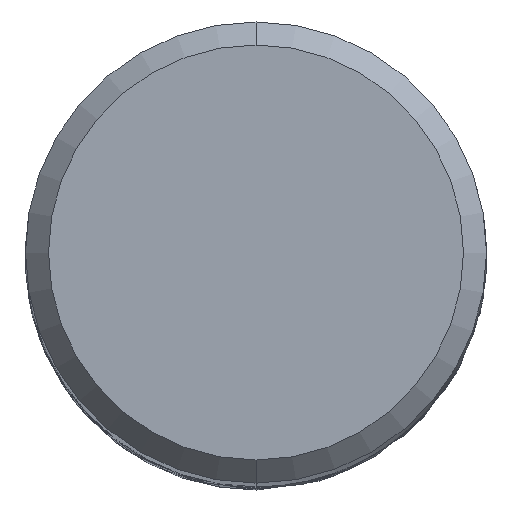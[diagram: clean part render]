
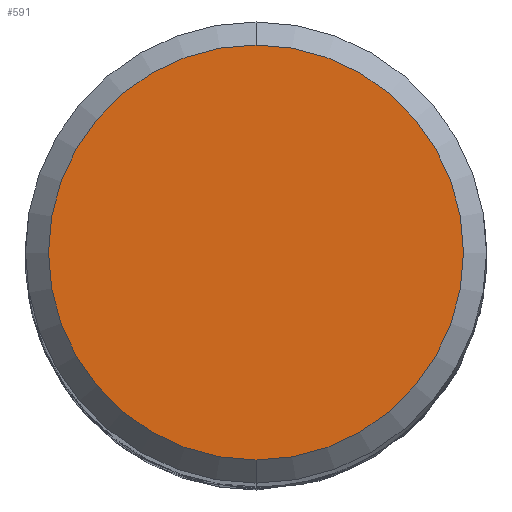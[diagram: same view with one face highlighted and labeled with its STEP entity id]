
A CAD part, top view. The second image highlights one B-rep face of the part: STEP entity #591.
In plain terms, the highlighted planar face has unit normal (0, 0, 1).
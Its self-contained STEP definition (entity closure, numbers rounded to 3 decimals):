
#333=VERTEX_POINT('',#804);
#451=EDGE_CURVE('',#601,#333,#934,.T.);
#591=ADVANCED_FACE('',(#1083),#1084,.T.);
#601=VERTEX_POINT('',#1094);
#655=EDGE_CURVE('',#333,#601,#1152,.T.);
#804=CARTESIAN_POINT('',(0.,-4.5,0.0));
#934=CIRCLE('',#3681,4.5);
#1083=FACE_OUTER_BOUND('',#4416,.T.);
#1084=PLANE('',#4417);
#1094=CARTESIAN_POINT('',(0.0,4.5,0.0));
#1152=CIRCLE('',#4787,4.5);
#3681=AXIS2_PLACEMENT_3D('',#5337,#5338,#5339);
#4416=EDGE_LOOP('',(#5464,#5465));
#4417=AXIS2_PLACEMENT_3D('',#5466,#5467,#5468);
#4787=AXIS2_PLACEMENT_3D('',#5516,#5517,#5518);
#5337=CARTESIAN_POINT('',(0.0,0.0,0.0));
#5338=DIRECTION('',(0.0,0.0,-1.0));
#5339=DIRECTION('',(0.0,1.0,0.0));
#5464=ORIENTED_EDGE('',*,*,#451,.F.);
#5465=ORIENTED_EDGE('',*,*,#655,.F.);
#5466=CARTESIAN_POINT('',(0.0,2.25,0.0));
#5467=DIRECTION('',(-0.0,0.0,1.0));
#5468=DIRECTION('',(0.0,-1.0,0.0));
#5516=CARTESIAN_POINT('',(0.0,0.0,0.0));
#5517=DIRECTION('',(0.0,0.0,-1.0));
#5518=DIRECTION('',(0.0,1.0,0.0));
